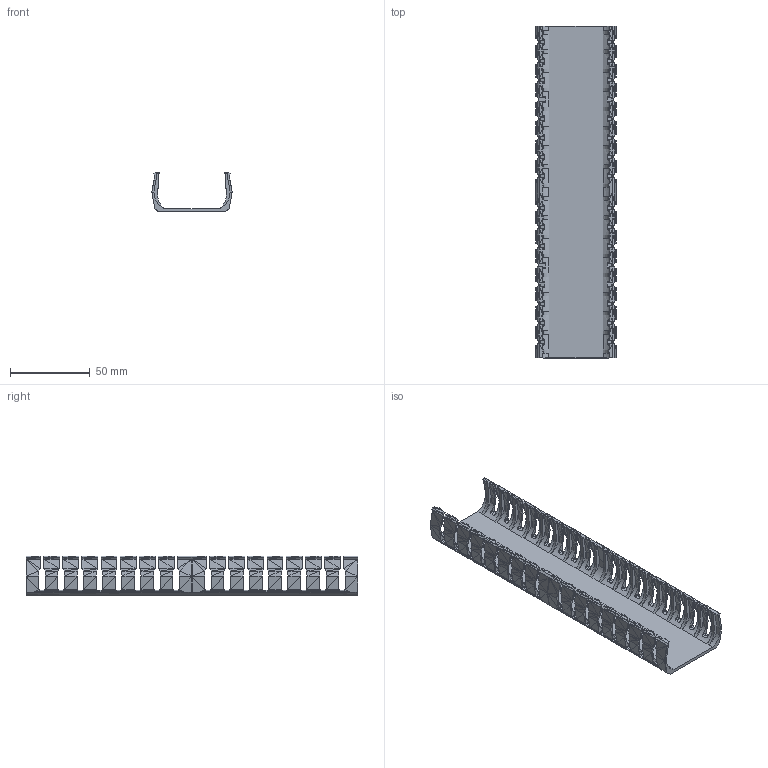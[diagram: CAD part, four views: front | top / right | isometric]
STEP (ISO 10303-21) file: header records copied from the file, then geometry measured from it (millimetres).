
FILE_DESCRIPTION(/* description */ (''),/* implementation_level */ '2;1');
FILE_NAME(/* name */ 'reinforced_duct_208_no_hole.step',/* time_stamp */ '2022-04-07T19:18:10+02:00',/* author */ (''),/* organization */ (''),/* preprocessor_version */ 'ST-DEVELOPER v18.1',/* originating_system */ 'Autodesk Translation Framework v10.14.0.1471',/* authorisation */ '');
FILE_SCHEMA (('AUTOMOTIVE_DESIGN { 1 0 10303 214 3 1 1 }'));
Products named in the file (1): (Non enregistré)
Bounding box: 50.27 x 208 x 25 mm (x, y, z)
Volume: 33782.2 mm3; surface area: 39641.3 mm2
Topology: 1 solids, 1 shells, 4258 faces, 7609 edges, 3353 vertices
Faces by surface type: plane 4182, cylinder 76
Entity records: 95493 total; most frequent: DIRECTION 16826, CARTESIAN_POINT 15401, ORIENTED_EDGE 15390, EDGE_CURVE 7695, LINE 7082, VECTOR 7082, AXIS2_PLACEMENT_3D 4872, EDGE_LOOP 4266
